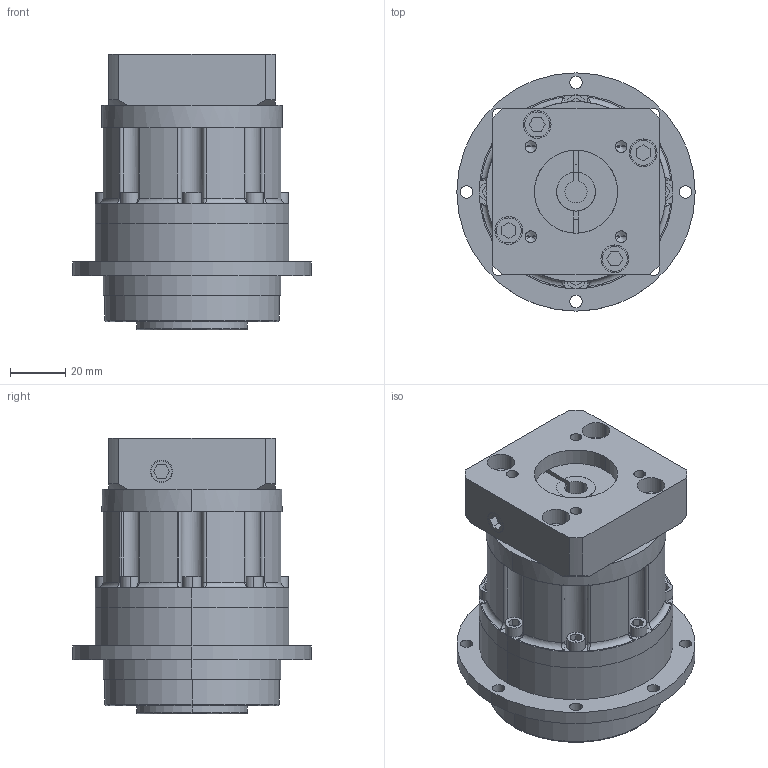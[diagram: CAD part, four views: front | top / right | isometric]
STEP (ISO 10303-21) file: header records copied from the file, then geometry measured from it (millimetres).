
FILE_DESCRIPTION (( 'STEP AP203' ), '1' );
FILE_NAME ('VGH64单级模型（8-25 30-3 4-5.5-46）.STEP', '2019-09-03T06:29:43', ( 'User' ), ( 'shendu' ), 'SwSTEP 2.0', 'SolidWorks 2016', '' );
FILE_SCHEMA (( 'CONFIG_CONTROL_DESIGN' ));
Length unit declared in the file: millimetre
Products named in the file (1): VGH64单级模型（8-25 30-3 4-5.5-46）
Bounding box: 86 x 86 x 99.5 mm (x, y, z)
Volume: 319111.7 mm3; surface area: 63284.3 mm2
Topology: 4 solids, 4 shells, 397 faces, 998 edges, 634 vertices
Faces by surface type: cylinder 174, plane 165, cone 28, bspline 16, torus 14
Entity records: 13079 total; most frequent: CARTESIAN_POINT 3366, DIRECTION 2074, ORIENTED_EDGE 1948, EDGE_CURVE 974, AXIS2_PLACEMENT_3D 782, VERTEX_POINT 634, VECTOR 510, LINE 510
